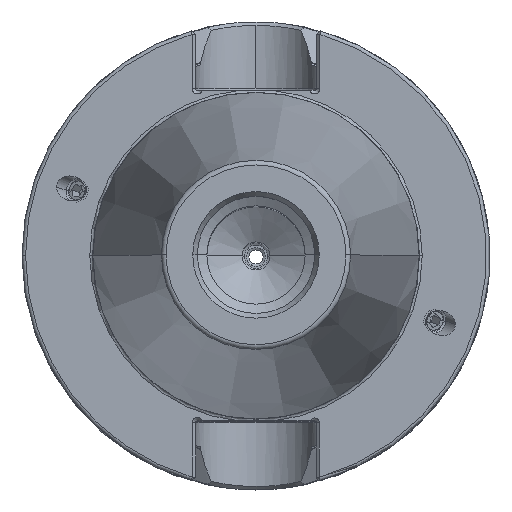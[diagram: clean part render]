
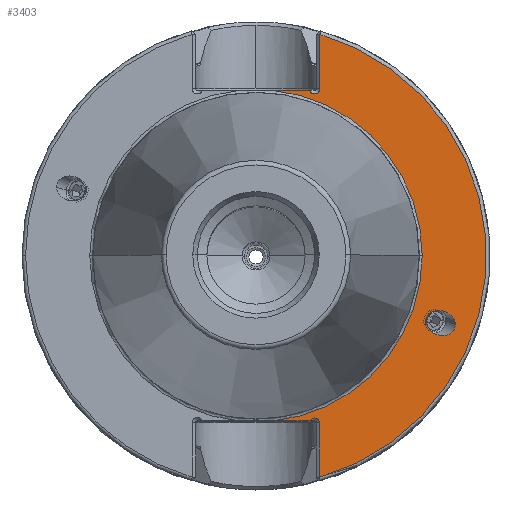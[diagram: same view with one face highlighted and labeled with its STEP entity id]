
A CAD part, top view. The second image highlights one B-rep face of the part: STEP entity #3403.
In plain terms, the highlighted planar face has unit normal (0, 0, 1).
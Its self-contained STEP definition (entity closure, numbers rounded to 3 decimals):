
#15 = AXIS2_PLACEMENT_3D ( 'NONE', #3852, #9893, #4736 ) ;
#71 = ORIENTED_EDGE ( 'NONE', *, *, #9587, .T. ) ;
#107 = CARTESIAN_POINT ( 'NONE',  ( 42.579, -14.707, -3. ) ) ;
#131 = CARTESIAN_POINT ( 'NONE',  ( 36.355, -14.023, -3. ) ) ;
#150 = AXIS2_PLACEMENT_3D ( 'NONE', #10072, #4933, #10975 ) ;
#279 = VERTEX_POINT ( 'NONE', #4531 ) ;
#290 = VERTEX_POINT ( 'NONE', #4477 ) ;
#487 = AXIS2_PLACEMENT_3D ( 'NONE', #5342, #5353, #5418 ) ;
#567 = CARTESIAN_POINT ( 'NONE',  ( 0., 0., -3. ) ) ;
#744 = CARTESIAN_POINT ( 'NONE',  ( 42.579, -14.707, -3. ) ) ;
#858 = CARTESIAN_POINT ( 'NONE',  ( 12.525, -35.675, -3. ) ) ;
#1078 = VECTOR ( 'NONE', #9263, 1000. ) ;
#1174 = CARTESIAN_POINT ( 'NONE',  ( 13.65, 35.675, -3. ) ) ;
#1524 = DIRECTION ( 'NONE',  ( -1., 0., 0. ) ) ;
#1567 = CARTESIAN_POINT ( 'NONE',  ( 36.355, -14.023, -3. ) ) ;
#1577 = ORIENTED_EDGE ( 'NONE', *, *, #8719, .T. ) ;
#1718 = DIRECTION ( 'NONE',  ( -1., 0., 0. ) ) ;
#1737 = DIRECTION ( 'NONE',  ( 0., -1., 0. ) ) ;
#1956 = LINE ( 'NONE', #1174, #10588 ) ;
#2304 = CARTESIAN_POINT ( 'NONE',  ( 0., -35.3, -3. ) ) ;
#2319 = EDGE_CURVE ( 'NONE', #9975, #279, #4242, .T. ) ;
#2370 = ORIENTED_EDGE ( 'NONE', *, *, #2826, .T. ) ;
#2593 = EDGE_CURVE ( 'NONE', #9538, #4715, #10872, .T. ) ;
#2602 = EDGE_CURVE ( 'NONE', #6491, #290, #1956, .T. ) ;
#2627 = VERTEX_POINT ( 'NONE', #7407 ) ;
#2812 = CIRCLE ( 'NONE', #7726, 1.019 ) ;
#2826 = EDGE_CURVE ( 'NONE', #279, #4715, #9466, .T. ) ;
#2960 = EDGE_CURVE ( 'NONE', #290, #8489, #7052, .T. ) ;
#2966 = VERTEX_POINT ( 'NONE', #8501 ) ;
#3315 = CARTESIAN_POINT ( 'NONE',  ( 36.355, -8.72, -3. ) ) ;
#3390 = LINE ( 'NONE', #7625, #1078 ) ;
#3403 = ADVANCED_FACE ( 'NONE', ( #9657, #5111 ), #8999, .F. ) ;
#3580 =( BOUNDED_CURVE ( )  B_SPLINE_CURVE ( 3, ( #107, #10417, #5288, #131 ),
 .UNSPECIFIED., .F., .T. ) 
 B_SPLINE_CURVE_WITH_KNOTS ( ( 4, 4 ),
 ( 5.993, 9.135 ),
 .UNSPECIFIED. ) 
 CURVE ( )  GEOMETRIC_REPRESENTATION_ITEM ( )  RATIONAL_B_SPLINE_CURVE ( ( 1., 0.333, 0.333, 1. ) ) 
 REPRESENTATION_ITEM ( '' )  );
#3852 = CARTESIAN_POINT ( 'NONE',  ( 0., 49.987, -3. ) ) ;
#4165 = ORIENTED_EDGE ( 'NONE', *, *, #11165, .T. ) ;
#4242 = CIRCLE ( 'NONE', #10608, 35.5 ) ;
#4477 = CARTESIAN_POINT ( 'NONE',  ( 13.65, 35.675, -3. ) ) ;
#4519 = VERTEX_POINT ( 'NONE', #9767 ) ;
#4522 = ORIENTED_EDGE ( 'NONE', *, *, #2319, .T. ) ;
#4531 = CARTESIAN_POINT ( 'NONE',  ( 35.5, 0., -3. ) ) ;
#4715 = VERTEX_POINT ( 'NONE', #10968 ) ;
#4736 = DIRECTION ( 'NONE',  ( -1., 0., 0. ) ) ;
#4774 = ORIENTED_EDGE ( 'NONE', *, *, #10358, .T. ) ;
#4933 = DIRECTION ( 'NONE',  ( 0., 0., 1. ) ) ;
#5037 = VERTEX_POINT ( 'NONE', #9225 ) ;
#5111 = FACE_OUTER_BOUND ( 'NONE', #6169, .T. ) ;
#5288 = CARTESIAN_POINT ( 'NONE',  ( 36.355, -19.326, -3. ) ) ;
#5342 = CARTESIAN_POINT ( 'NONE',  ( 0., 0., -3. ) ) ;
#5353 = DIRECTION ( 'NONE',  ( 0., 0., -1. ) ) ;
#5378 = CARTESIAN_POINT ( 'NONE',  ( 13.544, 49.987, -3. ) ) ;
#5418 = DIRECTION ( 'NONE',  ( -1., 0., 0. ) ) ;
#5447 = CARTESIAN_POINT ( 'NONE',  ( 3.763, 35.3, -3. ) ) ;
#5895 = CARTESIAN_POINT ( 'NONE',  ( 42.579, -9.404, -3. ) ) ;
#6065 =( BOUNDED_CURVE ( )  B_SPLINE_CURVE ( 3, ( #1567, #3315, #5895, #744 ),
 .UNSPECIFIED., .F., .F. ) 
 B_SPLINE_CURVE_WITH_KNOTS ( ( 4, 4 ),
 ( 2.852, 5.993 ),
 .UNSPECIFIED. ) 
 CURVE ( )  GEOMETRIC_REPRESENTATION_ITEM ( )  RATIONAL_B_SPLINE_CURVE ( ( 1., 0.333, 0.333, 1. ) ) 
 REPRESENTATION_ITEM ( '' )  );
#6129 = ORIENTED_EDGE ( 'NONE', *, *, #9751, .F. ) ;
#6169 = EDGE_LOOP ( 'NONE', ( #6751, #4165, #6716, #71, #10462, #7476, #6129, #4522, #2370 ) ) ;
#6241 = VECTOR ( 'NONE', #1524, 1000. ) ;
#6490 = EDGE_CURVE ( 'NONE', #5037, #4519, #7866, .T. ) ;
#6491 = VERTEX_POINT ( 'NONE', #9662 ) ;
#6510 = CARTESIAN_POINT ( 'NONE',  ( 11.464, 35.3, -3. ) ) ;
#6716 = ORIENTED_EDGE ( 'NONE', *, *, #6490, .T. ) ;
#6751 = ORIENTED_EDGE ( 'NONE', *, *, #2593, .F. ) ;
#6853 = DIRECTION ( 'NONE',  ( 0., 0., -1. ) ) ;
#6878 = DIRECTION ( 'NONE',  ( 0., 0., -1. ) ) ;
#7052 = CIRCLE ( 'NONE', #7767, 1.125 ) ;
#7310 = CARTESIAN_POINT ( 'NONE',  ( 12.525, 35.675, -3. ) ) ;
#7376 = DIRECTION ( 'NONE',  ( 0., 0., -1. ) ) ;
#7407 = CARTESIAN_POINT ( 'NONE',  ( 42.579, -14.707, -3. ) ) ;
#7443 = DIRECTION ( 'NONE',  ( -1., 0., 0. ) ) ;
#7476 = ORIENTED_EDGE ( 'NONE', *, *, #2960, .T. ) ;
#7625 = CARTESIAN_POINT ( 'NONE',  ( 0., 35.3, -3. ) ) ;
#7726 = AXIS2_PLACEMENT_3D ( 'NONE', #858, #6878, #1718 ) ;
#7767 = AXIS2_PLACEMENT_3D ( 'NONE', #7310, #6853, #8016 ) ;
#7866 = LINE ( 'NONE', #5378, #10181 ) ;
#8016 = DIRECTION ( 'NONE',  ( -1., 0., 0. ) ) ;
#8489 = VERTEX_POINT ( 'NONE', #6510 ) ;
#8501 = CARTESIAN_POINT ( 'NONE',  ( 36.355, -14.023, -3. ) ) ;
#8506 = CIRCLE ( 'NONE', #150, 49.237 ) ;
#8719 = EDGE_CURVE ( 'NONE', #2966, #2627, #6065, .T. ) ;
#8906 = EDGE_LOOP ( 'NONE', ( #4774, #1577 ) ) ;
#8999 = PLANE ( 'NONE',  #15 ) ;
#9225 = CARTESIAN_POINT ( 'NONE',  ( 13.544, -35.675, -3. ) ) ;
#9263 = DIRECTION ( 'NONE',  ( 1., 0., 0. ) ) ;
#9466 = CIRCLE ( 'NONE', #487, 35.5 ) ;
#9538 = VERTEX_POINT ( 'NONE', #9995 ) ;
#9587 = EDGE_CURVE ( 'NONE', #4519, #6491, #8506, .T. ) ;
#9657 = FACE_BOUND ( 'NONE', #8906, .T. ) ;
#9662 = CARTESIAN_POINT ( 'NONE',  ( 13.65, 47.308, -3. ) ) ;
#9751 = EDGE_CURVE ( 'NONE', #9975, #8489, #3390, .T. ) ;
#9767 = CARTESIAN_POINT ( 'NONE',  ( 13.544, -47.338, -3. ) ) ;
#9893 = DIRECTION ( 'NONE',  ( 0., 0., -1. ) ) ;
#9975 = VERTEX_POINT ( 'NONE', #5447 ) ;
#9995 = CARTESIAN_POINT ( 'NONE',  ( 11.578, -35.3, -3. ) ) ;
#10072 = CARTESIAN_POINT ( 'NONE',  ( 0., 0., -3. ) ) ;
#10181 = VECTOR ( 'NONE', #10556, 1000. ) ;
#10358 = EDGE_CURVE ( 'NONE', #2627, #2966, #3580, .T. ) ;
#10417 = CARTESIAN_POINT ( 'NONE',  ( 42.579, -20.01, -3. ) ) ;
#10462 = ORIENTED_EDGE ( 'NONE', *, *, #2602, .T. ) ;
#10556 = DIRECTION ( 'NONE',  ( 0., -1., 0. ) ) ;
#10588 = VECTOR ( 'NONE', #1737, 1000. ) ;
#10608 = AXIS2_PLACEMENT_3D ( 'NONE', #567, #7376, #7443 ) ;
#10872 = LINE ( 'NONE', #2304, #6241 ) ;
#10968 = CARTESIAN_POINT ( 'NONE',  ( 3.763, -35.3, -3. ) ) ;
#10975 = DIRECTION ( 'NONE',  ( -1., 0., 0. ) ) ;
#11165 = EDGE_CURVE ( 'NONE', #9538, #5037, #2812, .T. ) ;
